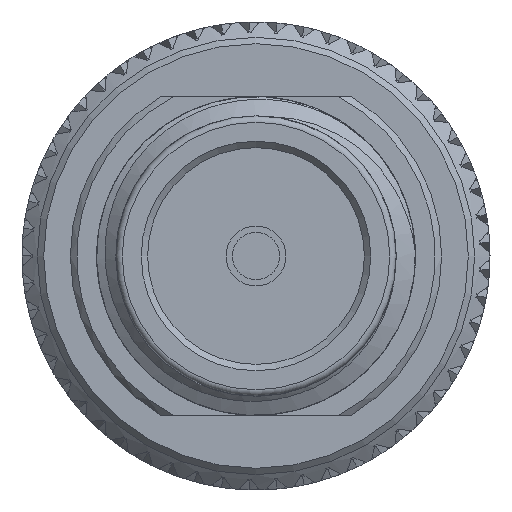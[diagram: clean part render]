
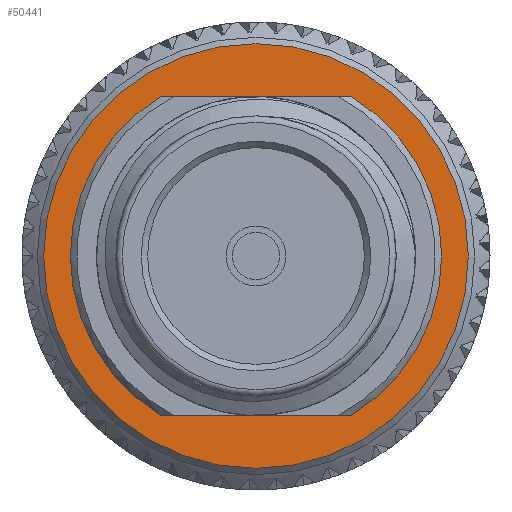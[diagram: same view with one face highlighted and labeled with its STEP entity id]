
A CAD part, left-side view. The second image highlights one B-rep face of the part: STEP entity #50441.
In plain terms, the highlighted planar face has unit normal (-1, 0, 0).
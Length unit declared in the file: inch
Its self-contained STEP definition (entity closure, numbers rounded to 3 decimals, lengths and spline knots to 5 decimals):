
#640 = FACE_OUTER_BOUND ( 'NONE', #49107, .T. ) ;
#2531 = VERTEX_POINT ( 'NONE', #46883 ) ;
#2600 = VECTOR ( 'NONE', #42910, 39.37008 ) ;
#5274 = LINE ( 'NONE', #60207, #2600 ) ;
#5473 = EDGE_LOOP ( 'NONE', ( #11882, #51478, #21797, #32915 ) ) ;
#5487 = VERTEX_POINT ( 'NONE', #15775 ) ;
#5523 = DIRECTION ( 'NONE',  ( 0., 0., -1. ) ) ;
#5941 = CARTESIAN_POINT ( 'NONE',  ( 0.38352, 0.14562, 0. ) ) ;
#8625 = CIRCLE ( 'NONE', #40089, 0.14562 ) ;
#10160 = FACE_BOUND ( 'NONE', #5473, .T. ) ;
#11488 = DIRECTION ( 'NONE',  ( 1., 0., 0. ) ) ;
#11882 = ORIENTED_EDGE ( 'NONE', *, *, #29124, .T. ) ;
#14880 = DIRECTION ( 'NONE',  ( -1., 0., 0. ) ) ;
#15775 = CARTESIAN_POINT ( 'NONE',  ( 0.38352, 0.0747, 0.125 ) ) ;
#16628 = ORIENTED_EDGE ( 'NONE', *, *, #54746, .T. ) ;
#19163 = AXIS2_PLACEMENT_3D ( 'NONE', #48122, #11488, #5523 ) ;
#20345 = AXIS2_PLACEMENT_3D ( 'NONE', #57501, #14880, #26435 ) ;
#21052 = DIRECTION ( 'NONE',  ( 0., 0., 1. ) ) ;
#21797 = ORIENTED_EDGE ( 'NONE', *, *, #39529, .T. ) ;
#24825 = CARTESIAN_POINT ( 'NONE',  ( 0.38352, 0.0747, -0.125 ) ) ;
#25708 = LINE ( 'NONE', #36997, #25860 ) ;
#25860 = VECTOR ( 'NONE', #69096, 39.37008 ) ;
#26435 = DIRECTION ( 'NONE',  ( 0., 0., 1. ) ) ;
#26996 = PLANE ( 'NONE',  #58719 ) ;
#28497 = VERTEX_POINT ( 'NONE', #24825 ) ;
#29124 = EDGE_CURVE ( 'NONE', #66132, #2531, #8625, .T. ) ;
#29135 = VERTEX_POINT ( 'NONE', #50976 ) ;
#31803 = CARTESIAN_POINT ( 'NONE',  ( 0.38352, 0., 0. ) ) ;
#31967 = DIRECTION ( 'NONE',  ( -1., 0., 0. ) ) ;
#32915 = ORIENTED_EDGE ( 'NONE', *, *, #50113, .T. ) ;
#36997 = CARTESIAN_POINT ( 'NONE',  ( 0.38352, -0.22337, 0.125 ) ) ;
#39051 = CARTESIAN_POINT ( 'NONE',  ( 0.38352, -0.0747, 0.125 ) ) ;
#39529 = EDGE_CURVE ( 'NONE', #28497, #5487, #53998, .T. ) ;
#40089 = AXIS2_PLACEMENT_3D ( 'NONE', #31803, #64965, #53287 ) ;
#42910 = DIRECTION ( 'NONE',  ( 0., 1., 0. ) ) ;
#45100 = CIRCLE ( 'NONE', #20345, 0.16652 ) ;
#46883 = CARTESIAN_POINT ( 'NONE',  ( 0.38352, -0.0747, -0.125 ) ) ;
#48122 = CARTESIAN_POINT ( 'NONE',  ( 0.38352, 0., 0. ) ) ;
#49107 = EDGE_LOOP ( 'NONE', ( #16628 ) ) ;
#50113 = EDGE_CURVE ( 'NONE', #5487, #66132, #25708, .T. ) ;
#50441 = ADVANCED_FACE ( 'NONE', ( #10160, #640 ), #26996, .T. ) ;
#50976 = CARTESIAN_POINT ( 'NONE',  ( 0.38352, 0., 0.16652 ) ) ;
#51478 = ORIENTED_EDGE ( 'NONE', *, *, #69714, .T. ) ;
#53287 = DIRECTION ( 'NONE',  ( 0., 0., -1. ) ) ;
#53998 = CIRCLE ( 'NONE', #19163, 0.14562 ) ;
#54746 = EDGE_CURVE ( 'NONE', #29135, #29135, #45100, .T. ) ;
#57501 = CARTESIAN_POINT ( 'NONE',  ( 0.38352, 0., 0. ) ) ;
#58719 = AXIS2_PLACEMENT_3D ( 'NONE', #5941, #31967, #21052 ) ;
#60207 = CARTESIAN_POINT ( 'NONE',  ( 0.38352, -0.22337, -0.125 ) ) ;
#64965 = DIRECTION ( 'NONE',  ( 1., 0., 0. ) ) ;
#66132 = VERTEX_POINT ( 'NONE', #39051 ) ;
#69096 = DIRECTION ( 'NONE',  ( 0., -1., 0. ) ) ;
#69714 = EDGE_CURVE ( 'NONE', #2531, #28497, #5274, .T. ) ;
